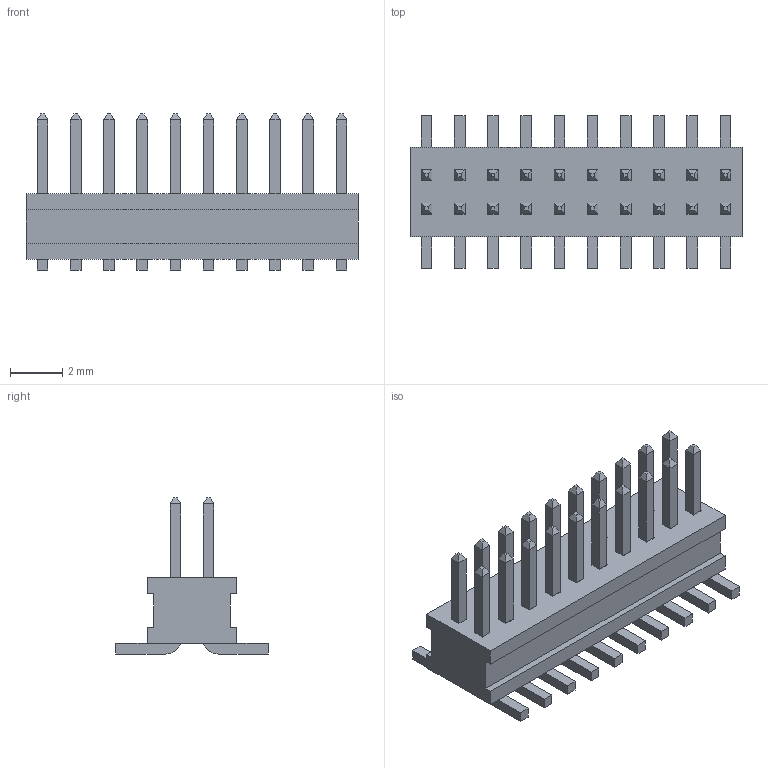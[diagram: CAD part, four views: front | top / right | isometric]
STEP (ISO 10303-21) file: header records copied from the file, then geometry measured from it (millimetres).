
FILE_DESCRIPTION(('FreeCAD Model'),'2;1');
FILE_NAME('Compound.step', '2016-04-18T15:16:17',('Author'),(''), 'Open CASCADE STEP processor 6.8','FreeCAD','Unknown');
FILE_SCHEMA(('AUTOMOTIVE_DESIGN_CC2 { 1 2 10303 214 -1 1 5 4 }'));
Length unit declared in the file: millimetre
Products named in the file (1): Compound
Bounding box: 12.7 x 5.84 x 5.97 mm (x, y, z)
Surface area: 569 mm2 (no closed solid volume)
Topology: 0 solids, 416 shells, 416 faces, 2300 edges, 2300 vertices
Faces by surface type: extrusion 396, revolution 20
Entity records: 41222 total; most frequent: CARTESIAN_POINT 10557, DIRECTION 3214, VECTOR 3032, LINE 2636, ORIENTED_EDGE 2300, EDGE_CURVE 2300, VERTEX_POINT 2300, SURFACE_CURVE 2300
